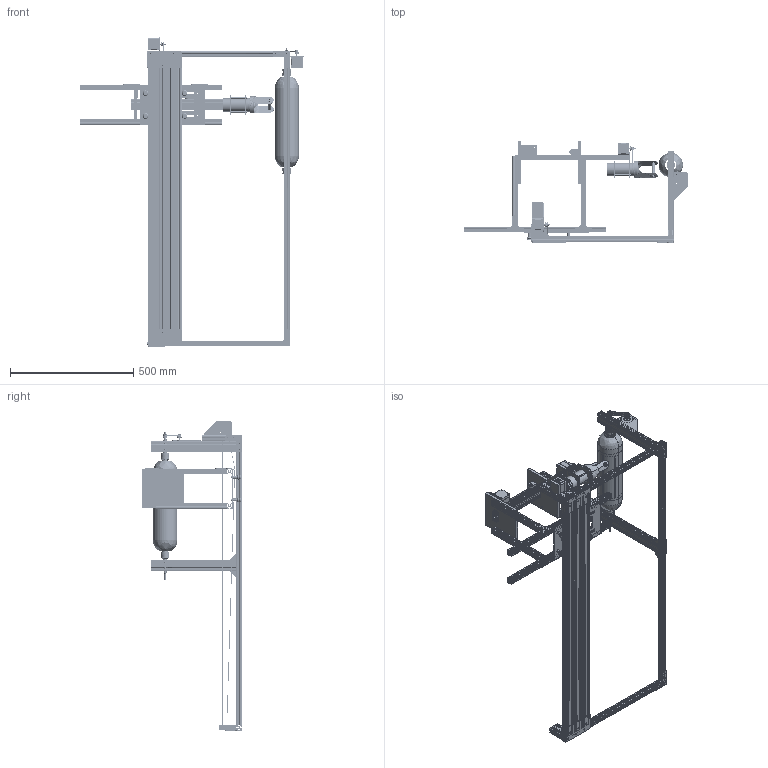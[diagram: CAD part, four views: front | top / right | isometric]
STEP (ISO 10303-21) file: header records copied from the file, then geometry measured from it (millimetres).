
FILE_DESCRIPTION(('FreeCAD Model'),'2;1');
FILE_NAME('Open CASCADE Shape Model','2025-05-07T18:25:28',('FreeCAD'),( 'FreeCAD'),'Open CASCADE STEP processor 7.6','FreeCAD','Unknown');
FILE_SCHEMA(('AUTOMOTIVE_DESIGN { 1 0 10303 214 1 1 1 1 }'));
Products named in the file (1): Open CASCADE STEP translator 7.6 1
Bounding box: 906.72 x 408.48 x 1256.52 mm (x, y, z)
Volume: 6250702.4 mm3; surface area: 3345947.8 mm2
Topology: 99 solids, 99 shells, 8522 faces, 23658 edges, 15623 vertices
Faces by surface type: bspline 8522
Entity records: 360264 total; most frequent: CARTESIAN_POINT 223022, ORIENTED_EDGE 47178, EDGE_CURVE 23589, B_SPLINE_CURVE_WITH_KNOTS 17571, VERTEX_POINT 15623, FACE_BOUND 9514, EDGE_LOOP 9514, ADVANCED_FACE 8522
